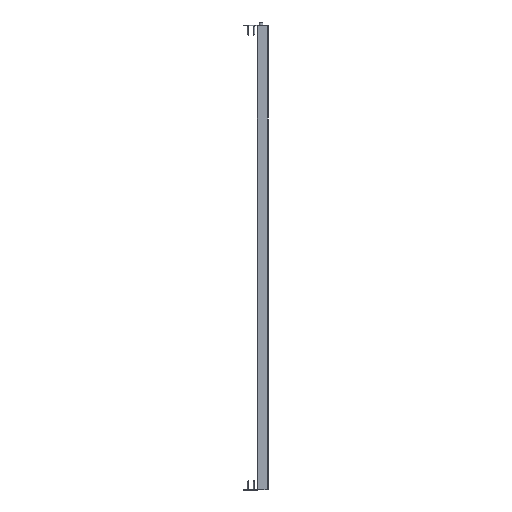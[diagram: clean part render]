
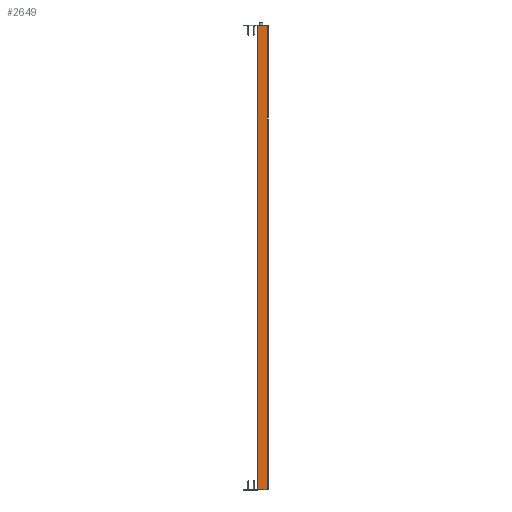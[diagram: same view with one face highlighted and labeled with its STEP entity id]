
A CAD part, left-side view. The second image highlights one B-rep face of the part: STEP entity #2649.
In plain terms, the highlighted planar face has unit normal (-1, 0, 0).
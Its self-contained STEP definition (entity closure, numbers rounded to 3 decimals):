
#305 = AXIS2_PLACEMENT_3D ( 'NONE', #1334, #29483, #33767 ) ;
#444 = DIRECTION ( 'NONE',  ( 0., -1., 0. ) ) ;
#664 = VERTEX_POINT ( 'NONE', #38380 ) ;
#1334 = CARTESIAN_POINT ( 'NONE',  ( -10., 1., 958. ) ) ;
#2649 = ADVANCED_FACE ( 'NONE', ( #8016 ), #8494, .F. ) ;
#3920 = EDGE_CURVE ( 'NONE', #41681, #664, #32241, .T. ) ;
#3958 = EDGE_CURVE ( 'NONE', #19200, #27034, #28428, .T. ) ;
#8016 = FACE_OUTER_BOUND ( 'NONE', #33813, .T. ) ;
#8494 = PLANE ( 'NONE',  #305 ) ;
#10534 = CARTESIAN_POINT ( 'NONE',  ( -10., 0., 958. ) ) ;
#11176 = CARTESIAN_POINT ( 'NONE',  ( -10., 1., 0. ) ) ;
#12491 = ORIENTED_EDGE ( 'NONE', *, *, #44725, .T. ) ;
#14597 = DIRECTION ( 'NONE',  ( 0., 0., -1. ) ) ;
#16340 = VECTOR ( 'NONE', #14597, 1000. ) ;
#17078 = VECTOR ( 'NONE', #43413, 1000. ) ;
#18087 = LINE ( 'NONE', #11176, #37403 ) ;
#19200 = VERTEX_POINT ( 'NONE', #19320 ) ;
#19320 = CARTESIAN_POINT ( 'NONE',  ( -10., 0., 958. ) ) ;
#19911 = VECTOR ( 'NONE', #28712, 1000. ) ;
#23747 = ORIENTED_EDGE ( 'NONE', *, *, #3958, .T. ) ;
#27034 = VERTEX_POINT ( 'NONE', #39792 ) ;
#28428 = LINE ( 'NONE', #10534, #16340 ) ;
#28482 = LINE ( 'NONE', #42769, #19911 ) ;
#28712 = DIRECTION ( 'NONE',  ( 0., -1., 0. ) ) ;
#29483 = DIRECTION ( 'NONE',  ( 1., 0., 0. ) ) ;
#32241 = LINE ( 'NONE', #35568, #17078 ) ;
#33767 = DIRECTION ( 'NONE',  ( 0., 1., 0. ) ) ;
#33813 = EDGE_LOOP ( 'NONE', ( #43728, #23747, #12491, #38352 ) ) ;
#35568 = CARTESIAN_POINT ( 'NONE',  ( -10., -19., 958. ) ) ;
#37403 = VECTOR ( 'NONE', #444, 1000. ) ;
#38352 = ORIENTED_EDGE ( 'NONE', *, *, #3920, .F. ) ;
#38380 = CARTESIAN_POINT ( 'NONE',  ( -10., -19., 0. ) ) ;
#39792 = CARTESIAN_POINT ( 'NONE',  ( -10., 0., 0. ) ) ;
#40595 = CARTESIAN_POINT ( 'NONE',  ( -10., -19., 958. ) ) ;
#41681 = VERTEX_POINT ( 'NONE', #40595 ) ;
#42769 = CARTESIAN_POINT ( 'NONE',  ( -10., 1., 958. ) ) ;
#43413 = DIRECTION ( 'NONE',  ( 0., 0., -1. ) ) ;
#43728 = ORIENTED_EDGE ( 'NONE', *, *, #44949, .F. ) ;
#44725 = EDGE_CURVE ( 'NONE', #27034, #664, #18087, .T. ) ;
#44949 = EDGE_CURVE ( 'NONE', #19200, #41681, #28482, .T. ) ;
